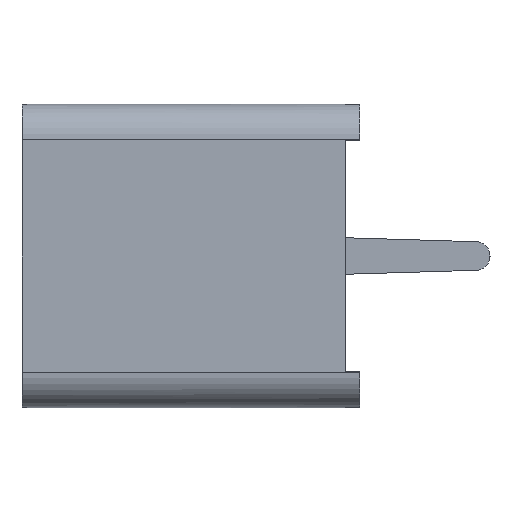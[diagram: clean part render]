
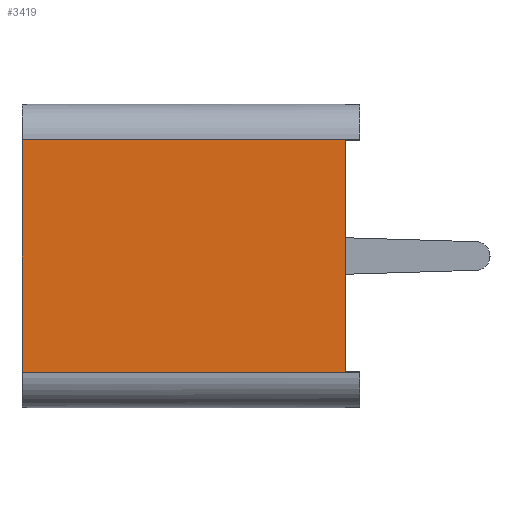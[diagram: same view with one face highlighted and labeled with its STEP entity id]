
A CAD part, left-side view. The second image highlights one B-rep face of the part: STEP entity #3419.
In plain terms, the highlighted planar face has unit normal (-1, 0, 0).
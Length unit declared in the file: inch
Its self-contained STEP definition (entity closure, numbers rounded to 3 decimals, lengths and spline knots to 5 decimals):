
#11 = DIRECTION ( 'NONE',  ( 0., 0., 1. ) ) ;
#72 = EDGE_LOOP ( 'NONE', ( #1943, #923, #4994, #5343, #4001, #1864, #4781, #4241 ) ) ;
#260 = DIRECTION ( 'NONE',  ( 0., -1., 0. ) ) ;
#297 = AXIS2_PLACEMENT_3D ( 'NONE', #1258, #2521, #2564 ) ;
#361 = VERTEX_POINT ( 'NONE', #4391 ) ;
#452 = VERTEX_POINT ( 'NONE', #4072 ) ;
#467 = CARTESIAN_POINT ( 'NONE',  ( -0.4755, 0.425, -0.14586 ) ) ;
#580 = VERTEX_POINT ( 'NONE', #5427 ) ;
#599 = VECTOR ( 'NONE', #3623, 39.37008 ) ;
#651 = CARTESIAN_POINT ( 'NONE',  ( -0.4755, 0.018, -0.146 ) ) ;
#692 = CARTESIAN_POINT ( 'NONE',  ( -0.4755, 0., -0.146 ) ) ;
#712 = CARTESIAN_POINT ( 'NONE',  ( -0.4755, 0.425, 0.14586 ) ) ;
#741 = VERTEX_POINT ( 'NONE', #2231 ) ;
#742 = VECTOR ( 'NONE', #3662, 39.37008 ) ;
#781 = EDGE_CURVE ( 'NONE', #580, #3879, #1365, .T. ) ;
#858 = LINE ( 'NONE', #651, #599 ) ;
#885 = VECTOR ( 'NONE', #985, 39.37008 ) ;
#923 = ORIENTED_EDGE ( 'NONE', *, *, #781, .T. ) ;
#985 = DIRECTION ( 'NONE',  ( 0., 1., 0. ) ) ;
#1027 = LINE ( 'NONE', #467, #885 ) ;
#1079 = CARTESIAN_POINT ( 'NONE',  ( -0.4755, 0.018, -0.14586 ) ) ;
#1112 = CARTESIAN_POINT ( 'NONE',  ( -0.4755, 0.425, -0.146 ) ) ;
#1258 = CARTESIAN_POINT ( 'NONE',  ( -0.4755, 0.425, -0.146 ) ) ;
#1324 = EDGE_CURVE ( 'NONE', #2071, #580, #858, .T. ) ;
#1365 = LINE ( 'NONE', #712, #2356 ) ;
#1369 = LINE ( 'NONE', #2694, #4896 ) ;
#1504 = LINE ( 'NONE', #2093, #2958 ) ;
#1793 = CARTESIAN_POINT ( 'NONE',  ( -0.4755, 0., -0.14586 ) ) ;
#1826 = DIRECTION ( 'NONE',  ( 0., -1., 0. ) ) ;
#1864 = ORIENTED_EDGE ( 'NONE', *, *, #3106, .T. ) ;
#1943 = ORIENTED_EDGE ( 'NONE', *, *, #1324, .T. ) ;
#2071 = VERTEX_POINT ( 'NONE', #1079 ) ;
#2093 = CARTESIAN_POINT ( 'NONE',  ( -0.4755, 0.425, -0.146 ) ) ;
#2231 = CARTESIAN_POINT ( 'NONE',  ( -0.4755, 0., 0.146 ) ) ;
#2237 = LINE ( 'NONE', #1112, #5239 ) ;
#2293 = EDGE_CURVE ( 'NONE', #361, #4120, #1504, .T. ) ;
#2356 = VECTOR ( 'NONE', #3689, 39.37008 ) ;
#2521 = DIRECTION ( 'NONE',  ( 1., 0., 0. ) ) ;
#2564 = DIRECTION ( 'NONE',  ( 0., 0., -1. ) ) ;
#2637 = FACE_OUTER_BOUND ( 'NONE', #72, .T. ) ;
#2694 = CARTESIAN_POINT ( 'NONE',  ( -0.4755, 0., -0.146 ) ) ;
#2958 = VECTOR ( 'NONE', #11, 39.37008 ) ;
#3083 = CARTESIAN_POINT ( 'NONE',  ( -0.4755, 0., 0.14586 ) ) ;
#3106 = EDGE_CURVE ( 'NONE', #361, #452, #2237, .T. ) ;
#3419 = ADVANCED_FACE ( 'NONE', ( #2637 ), #3435, .F. ) ;
#3435 = PLANE ( 'NONE',  #297 ) ;
#3469 = EDGE_CURVE ( 'NONE', #5333, #2071, #1027, .T. ) ;
#3595 = EDGE_CURVE ( 'NONE', #4120, #741, #5354, .T. ) ;
#3623 = DIRECTION ( 'NONE',  ( 0., 0., 1. ) ) ;
#3662 = DIRECTION ( 'NONE',  ( 0., 0., 1. ) ) ;
#3689 = DIRECTION ( 'NONE',  ( 0., -1., 0. ) ) ;
#3879 = VERTEX_POINT ( 'NONE', #3083 ) ;
#3899 = EDGE_CURVE ( 'NONE', #3879, #741, #1369, .T. ) ;
#3991 = CARTESIAN_POINT ( 'NONE',  ( -0.4755, 0.425, 0.146 ) ) ;
#4001 = ORIENTED_EDGE ( 'NONE', *, *, #2293, .F. ) ;
#4072 = CARTESIAN_POINT ( 'NONE',  ( -0.4755, 0., -0.146 ) ) ;
#4120 = VERTEX_POINT ( 'NONE', #4143 ) ;
#4135 = VECTOR ( 'NONE', #1826, 39.37008 ) ;
#4143 = CARTESIAN_POINT ( 'NONE',  ( -0.4755, 0.425, 0.146 ) ) ;
#4241 = ORIENTED_EDGE ( 'NONE', *, *, #3469, .T. ) ;
#4391 = CARTESIAN_POINT ( 'NONE',  ( -0.4755, 0.425, -0.146 ) ) ;
#4638 = LINE ( 'NONE', #692, #742 ) ;
#4781 = ORIENTED_EDGE ( 'NONE', *, *, #5086, .T. ) ;
#4784 = DIRECTION ( 'NONE',  ( 0., 0., 1. ) ) ;
#4896 = VECTOR ( 'NONE', #4784, 39.37008 ) ;
#4994 = ORIENTED_EDGE ( 'NONE', *, *, #3899, .T. ) ;
#5086 = EDGE_CURVE ( 'NONE', #452, #5333, #4638, .T. ) ;
#5239 = VECTOR ( 'NONE', #260, 39.37008 ) ;
#5333 = VERTEX_POINT ( 'NONE', #1793 ) ;
#5343 = ORIENTED_EDGE ( 'NONE', *, *, #3595, .F. ) ;
#5354 = LINE ( 'NONE', #3991, #4135 ) ;
#5427 = CARTESIAN_POINT ( 'NONE',  ( -0.4755, 0.018, 0.14586 ) ) ;
